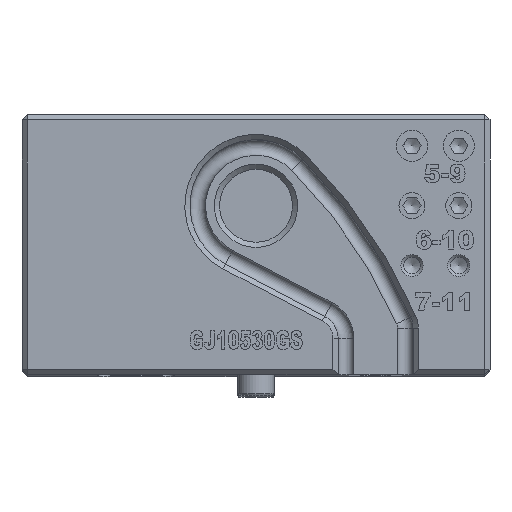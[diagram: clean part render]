
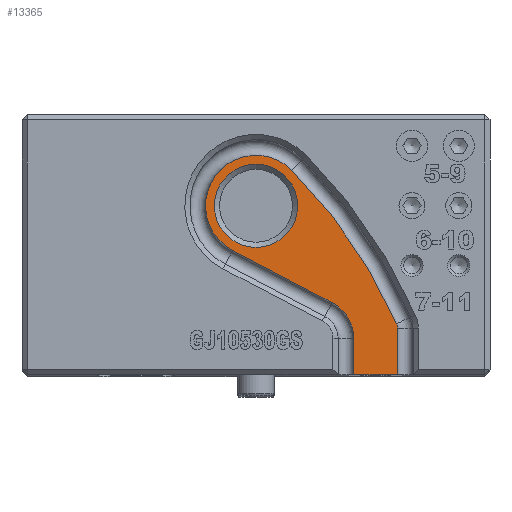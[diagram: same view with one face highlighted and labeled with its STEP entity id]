
A CAD part, top view. The second image highlights one B-rep face of the part: STEP entity #13365.
In plain terms, the highlighted face is planar.
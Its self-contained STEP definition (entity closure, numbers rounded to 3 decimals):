
#1146=FACE_BOUND('',#2533,.T.);
#1280=PLANE('',#14433);
#1694=FACE_OUTER_BOUND('',#2532,.T.);
#2532=EDGE_LOOP('',(#10268,#10269,#10270,#10271,#10272,#10273,#10274,#10275));
#2533=EDGE_LOOP('',(#10276));
#3283=LINE('',#19455,#4312);
#3594=LINE('',#21210,#4623);
#3595=LINE('',#21212,#4624);
#3596=LINE('',#21220,#4625);
#4312=VECTOR('',#15554,10.);
#4623=VECTOR('',#16143,10.);
#4624=VECTOR('',#16144,10.);
#4625=VECTOR('',#16151,10.);
#5304=CIRCLE('',#14428,8.);
#5308=CIRCLE('',#14434,2.2);
#5309=CIRCLE('',#14435,97.2);
#5310=CIRCLE('',#14436,9.7);
#5311=CIRCLE('',#14437,7.8);
#5948=VERTEX_POINT('',#19452);
#5949=VERTEX_POINT('',#19454);
#6258=VERTEX_POINT('',#21197);
#6262=VERTEX_POINT('',#21209);
#6263=VERTEX_POINT('',#21211);
#6264=VERTEX_POINT('',#21213);
#6265=VERTEX_POINT('',#21215);
#6266=VERTEX_POINT('',#21217);
#6267=VERTEX_POINT('',#21219);
#7300=EDGE_CURVE('',#5949,#5948,#3283,.T.);
#7761=EDGE_CURVE('',#6258,#6258,#5304,.T.);
#7767=EDGE_CURVE('',#6262,#5949,#3594,.T.);
#7768=EDGE_CURVE('',#5948,#6263,#3595,.T.);
#7769=EDGE_CURVE('',#6263,#6264,#5308,.T.);
#7770=EDGE_CURVE('',#6264,#6265,#5309,.T.);
#7771=EDGE_CURVE('',#6265,#6266,#5310,.T.);
#7772=EDGE_CURVE('',#6266,#6267,#3596,.T.);
#7773=EDGE_CURVE('',#6267,#6262,#5311,.T.);
#10268=ORIENTED_EDGE('',*,*,#7767,.T.);
#10269=ORIENTED_EDGE('',*,*,#7300,.T.);
#10270=ORIENTED_EDGE('',*,*,#7768,.T.);
#10271=ORIENTED_EDGE('',*,*,#7769,.T.);
#10272=ORIENTED_EDGE('',*,*,#7770,.T.);
#10273=ORIENTED_EDGE('',*,*,#7771,.T.);
#10274=ORIENTED_EDGE('',*,*,#7772,.T.);
#10275=ORIENTED_EDGE('',*,*,#7773,.T.);
#10276=ORIENTED_EDGE('',*,*,#7761,.F.);
#13365=ADVANCED_FACE('',(#1694,#1146),#1280,.F.);
#14428=AXIS2_PLACEMENT_3D('',#21198,#16129,#16130);
#14433=AXIS2_PLACEMENT_3D('',#21208,#16141,#16142);
#14434=AXIS2_PLACEMENT_3D('',#21214,#16145,#16146);
#14435=AXIS2_PLACEMENT_3D('',#21216,#16147,#16148);
#14436=AXIS2_PLACEMENT_3D('',#21218,#16149,#16150);
#14437=AXIS2_PLACEMENT_3D('',#21221,#16152,#16153);
#15554=DIRECTION('',(1.,0.,0.));
#16129=DIRECTION('center_axis',(0.,0.,-1.));
#16130=DIRECTION('ref_axis',(1.,0.,0.));
#16141=DIRECTION('center_axis',(0.,0.,1.));
#16142=DIRECTION('ref_axis',(1.,0.,0.));
#16143=DIRECTION('',(0.,1.,0.));
#16144=DIRECTION('',(0.,-1.,0.));
#16145=DIRECTION('center_axis',(0.,0.,-1.));
#16146=DIRECTION('ref_axis',(1.,0.,0.));
#16147=DIRECTION('center_axis',(0.,0.,-1.));
#16148=DIRECTION('ref_axis',(1.,0.,0.));
#16149=DIRECTION('center_axis',(0.,0.,-1.));
#16150=DIRECTION('ref_axis',(1.,0.,0.));
#16151=DIRECTION('',(0.886,0.464,0.));
#16152=DIRECTION('center_axis',(0.,0.,1.));
#16153=DIRECTION('ref_axis',(-1.,0.,0.));
#19452=CARTESIAN_POINT('',(27.2,32.5,-10.));
#19454=CARTESIAN_POINT('',(18.8,32.5,-10.));
#19455=CARTESIAN_POINT('',(-45.,32.5,-10.));
#21197=CARTESIAN_POINT('',(-8.,0.,-10.));
#21198=CARTESIAN_POINT('Origin',(0.,0.,
-10.));
#21208=CARTESIAN_POINT('Origin',(10.757,11.971,-10.));
#21209=CARTESIAN_POINT('',(18.8,25.524,-10.));
#21210=CARTESIAN_POINT('',(18.8,25.524,-10.));
#21211=CARTESIAN_POINT('',(27.2,23.537,-10.));
#21212=CARTESIAN_POINT('',(27.2,32.5,-10.));
#21213=CARTESIAN_POINT('',(27.014,22.651,-10.));
#21214=CARTESIAN_POINT('Origin',(25.,23.537,-10.));
#21215=CARTESIAN_POINT('',(6.869,-6.849,-10.));
#21216=CARTESIAN_POINT('Origin',(-61.962,61.782,-10.));
#21217=CARTESIAN_POINT('',(-4.503,8.591,-10.));
#21218=CARTESIAN_POINT('Origin',(0.,0.,
-10.));
#21219=CARTESIAN_POINT('',(14.621,18.616,-10.));
#21220=CARTESIAN_POINT('',(-4.503,8.591,-10.));
#21221=CARTESIAN_POINT('Origin',(11.,25.524,-10.));
